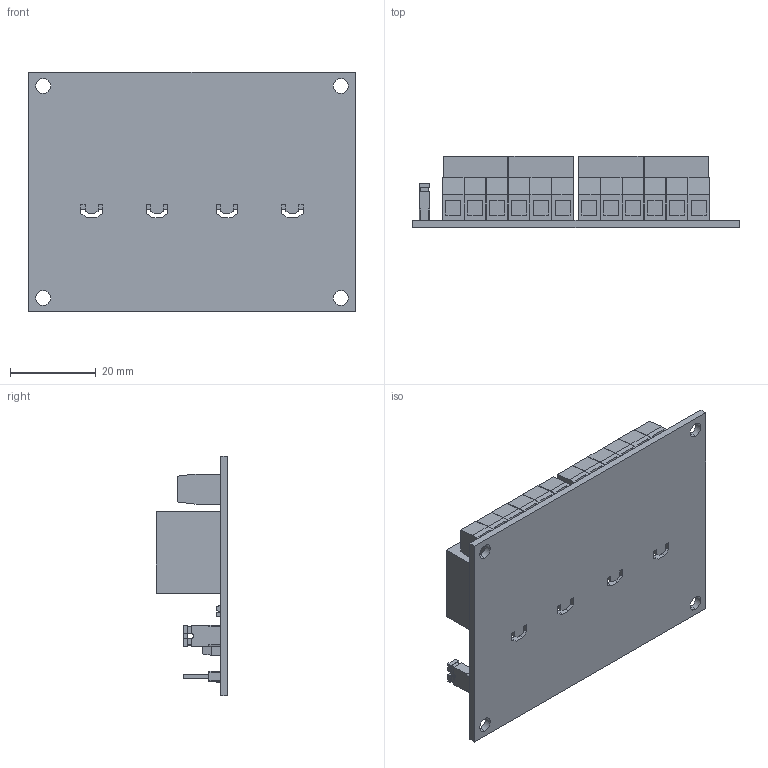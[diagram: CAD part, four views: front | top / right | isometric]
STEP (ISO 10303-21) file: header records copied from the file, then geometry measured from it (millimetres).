
FILE_DESCRIPTION (( 'STEP AP203' ), '1' );
FILE_NAME ('4 relay module.STEP', '2020-07-26T04:40:16', ( '' ), ( '' ), 'SwSTEP 2.0', 'SolidWorks 2018', '' );
FILE_SCHEMA (( 'CONFIG_CONTROL_DESIGN' ));
Length unit declared in the file: millimetre
Products named in the file (2): 4 relay module
Bounding box: 76.3 x 16.6 x 56 mm (x, y, z)
Volume: 27063.6 mm3; surface area: 18406.9 mm2
Topology: 1 solids, 1 shells, 569 faces, 1476 edges, 956 vertices
Faces by surface type: plane 499, cylinder 70
Entity records: 17301 total; most frequent: CARTESIAN_POINT 3003, ORIENTED_EDGE 2952, DIRECTION 2782, EDGE_CURVE 1476, VECTOR 1312, LINE 1312, VERTEX_POINT 956, AXIS2_PLACEMENT_3D 735
